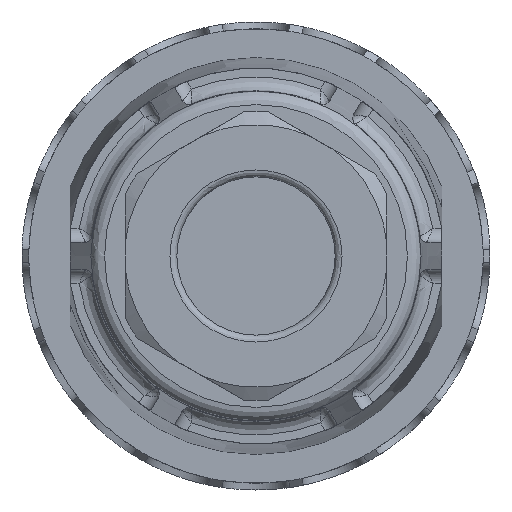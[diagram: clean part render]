
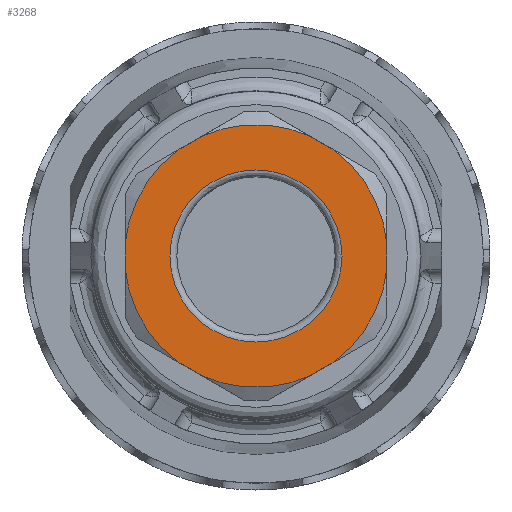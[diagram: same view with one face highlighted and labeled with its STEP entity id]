
A CAD part, front view. The second image highlights one B-rep face of the part: STEP entity #3268.
In plain terms, the highlighted planar face has unit normal (0, -1, 0).
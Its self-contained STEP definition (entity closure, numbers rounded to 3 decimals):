
#2976=PLANE('',#8649);
#3268=ADVANCED_FACE('',(#4560,#4561),#2976,.T.);
#3900=LINE('',#13073,#4306);
#3901=LINE('',#13074,#4307);
#3902=LINE('',#13075,#4308);
#3903=LINE('',#13076,#4309);
#3904=LINE('',#13077,#4310);
#3905=LINE('',#13078,#4311);
#4306=VECTOR('',#9680,1.);
#4307=VECTOR('',#9681,1.);
#4308=VECTOR('',#9682,1.);
#4309=VECTOR('',#9683,1.);
#4310=VECTOR('',#9684,1.);
#4311=VECTOR('',#9685,1.);
#4560=FACE_BOUND('',#4774,.T.);
#4561=FACE_BOUND('',#4775,.T.);
#4774=EDGE_LOOP('',(#5843));
#4775=EDGE_LOOP('',(#5844,#5845,#5846,#5847,#5848,#5849,#5850,#5851,#5852,
#5853,#5854,#5855));
#5843=ORIENTED_EDGE('',*,*,#7711,.T.);
#5844=ORIENTED_EDGE('',*,*,#7732,.T.);
#5845=ORIENTED_EDGE('',*,*,#7733,.F.);
#5846=ORIENTED_EDGE('',*,*,#7714,.T.);
#5847=ORIENTED_EDGE('',*,*,#7734,.F.);
#5848=ORIENTED_EDGE('',*,*,#7718,.T.);
#5849=ORIENTED_EDGE('',*,*,#7735,.F.);
#5850=ORIENTED_EDGE('',*,*,#7722,.T.);
#5851=ORIENTED_EDGE('',*,*,#7736,.F.);
#5852=ORIENTED_EDGE('',*,*,#7726,.T.);
#5853=ORIENTED_EDGE('',*,*,#7737,.F.);
#5854=ORIENTED_EDGE('',*,*,#7730,.T.);
#5855=ORIENTED_EDGE('',*,*,#7738,.F.);
#6990=VERTEX_POINT('',#12969);
#6993=VERTEX_POINT('',#13011);
#6994=VERTEX_POINT('',#13013);
#6997=VERTEX_POINT('',#13024);
#6998=VERTEX_POINT('',#13026);
#7001=VERTEX_POINT('',#13037);
#7002=VERTEX_POINT('',#13039);
#7005=VERTEX_POINT('',#13050);
#7006=VERTEX_POINT('',#13052);
#7009=VERTEX_POINT('',#13063);
#7010=VERTEX_POINT('',#13065);
#7011=VERTEX_POINT('',#13071);
#7012=VERTEX_POINT('',#13072);
#7711=EDGE_CURVE('',#6990,#6990,#8238,.T.);
#7714=EDGE_CURVE('',#6994,#6993,#8240,.T.);
#7718=EDGE_CURVE('',#6998,#6997,#8242,.T.);
#7722=EDGE_CURVE('',#7002,#7001,#8244,.T.);
#7726=EDGE_CURVE('',#7006,#7005,#8246,.T.);
#7730=EDGE_CURVE('',#7010,#7009,#8248,.T.);
#7732=EDGE_CURVE('',#7011,#7012,#8249,.T.);
#7733=EDGE_CURVE('',#6994,#7012,#3900,.T.);
#7734=EDGE_CURVE('',#6998,#6993,#3901,.T.);
#7735=EDGE_CURVE('',#7002,#6997,#3902,.T.);
#7736=EDGE_CURVE('',#7006,#7001,#3903,.T.);
#7737=EDGE_CURVE('',#7010,#7005,#3904,.T.);
#7738=EDGE_CURVE('',#7011,#7009,#3905,.T.);
#8238=CIRCLE('',#8632,6.25);
#8240=CIRCLE('',#8634,9.55);
#8242=CIRCLE('',#8637,9.55);
#8244=CIRCLE('',#8640,9.55);
#8246=CIRCLE('',#8643,9.55);
#8248=CIRCLE('',#8646,9.55);
#8249=CIRCLE('',#8648,9.55);
#8632=AXIS2_PLACEMENT_3D('',#12968,#9646,#9647);
#8634=AXIS2_PLACEMENT_3D('',#13012,#9650,#9651);
#8637=AXIS2_PLACEMENT_3D('',#13025,#9656,#9657);
#8640=AXIS2_PLACEMENT_3D('',#13038,#9662,#9663);
#8643=AXIS2_PLACEMENT_3D('',#13051,#9668,#9669);
#8646=AXIS2_PLACEMENT_3D('',#13064,#9674,#9675);
#8648=AXIS2_PLACEMENT_3D('',#13070,#9678,#9679);
#8649=AXIS2_PLACEMENT_3D('',#13079,#9686,#9687);
#9646=DIRECTION('',(0.,1.,0.));
#9647=DIRECTION('',(1.,0.,0.));
#9650=DIRECTION('',(0.,-1.,0.));
#9651=DIRECTION('',(0.409,0.,0.913));
#9656=DIRECTION('',(0.,-1.,0.));
#9657=DIRECTION('',(-0.586,0.,0.81));
#9662=DIRECTION('',(0.,-1.,0.));
#9663=DIRECTION('',(-0.995,0.,-0.102));
#9668=DIRECTION('',(0.,-1.,0.));
#9669=DIRECTION('',(-0.409,0.,-0.913));
#9674=DIRECTION('',(0.,-1.,0.));
#9675=DIRECTION('',(0.586,0.,-0.81));
#9678=DIRECTION('',(0.,-1.,0.));
#9679=DIRECTION('',(0.995,0.,0.102));
#9680=DIRECTION('',(0.866,0.,-0.5));
#9681=DIRECTION('',(0.866,0.,0.5));
#9682=DIRECTION('',(0.,0.,1.));
#9683=DIRECTION('',(-0.866,0.,0.5));
#9684=DIRECTION('',(-0.866,0.,-0.5));
#9685=DIRECTION('',(0.,0.,-1.));
#9686=DIRECTION('',(0.,-1.,0.));
#9687=DIRECTION('',(1.,0.,0.));
#12968=CARTESIAN_POINT('',(-4.729,-72.94,0.232));
#12969=CARTESIAN_POINT('',(1.521,-72.94,0.232));
#13011=CARTESIAN_POINT('',(-8.633,-72.94,8.948));
#13012=CARTESIAN_POINT('',(-4.729,-72.94,0.232));
#13013=CARTESIAN_POINT('',(-0.824,-72.94,8.948));
#13024=CARTESIAN_POINT('',(-14.229,-72.94,1.208));
#13025=CARTESIAN_POINT('',(-4.729,-72.94,0.232));
#13026=CARTESIAN_POINT('',(-10.324,-72.94,7.972));
#13037=CARTESIAN_POINT('',(-10.324,-72.94,-7.507));
#13038=CARTESIAN_POINT('',(-4.729,-72.94,0.232));
#13039=CARTESIAN_POINT('',(-14.229,-72.94,-0.743));
#13050=CARTESIAN_POINT('',(-0.824,-72.94,-8.483));
#13051=CARTESIAN_POINT('',(-4.729,-72.94,0.232));
#13052=CARTESIAN_POINT('',(-8.633,-72.94,-8.483));
#13063=CARTESIAN_POINT('',(4.771,-72.94,-0.743));
#13064=CARTESIAN_POINT('',(-4.729,-72.94,0.232));
#13065=CARTESIAN_POINT('',(0.867,-72.94,-7.507));
#13070=CARTESIAN_POINT('',(-4.729,-72.94,0.232));
#13071=CARTESIAN_POINT('',(4.771,-72.94,1.208));
#13072=CARTESIAN_POINT('',(0.867,-72.94,7.972));
#13073=CARTESIAN_POINT('',(-0.824,-72.94,8.948));
#13074=CARTESIAN_POINT('',(-10.324,-72.94,7.972));
#13075=CARTESIAN_POINT('',(-14.229,-72.94,-0.743));
#13076=CARTESIAN_POINT('',(-8.633,-72.94,-8.483));
#13077=CARTESIAN_POINT('',(0.867,-72.94,-7.507));
#13078=CARTESIAN_POINT('',(4.771,-72.94,1.208));
#13079=CARTESIAN_POINT('',(-15.179,-72.94,-11.318));
